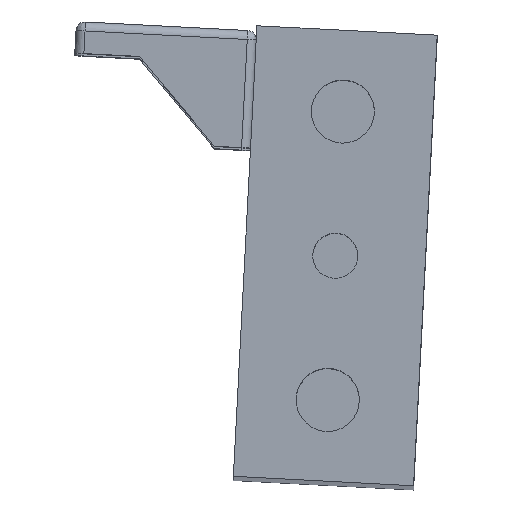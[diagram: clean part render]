
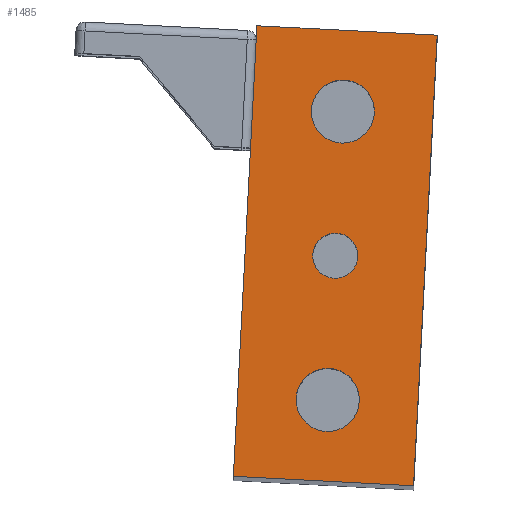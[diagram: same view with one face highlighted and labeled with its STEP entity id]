
A CAD part, top view. The second image highlights one B-rep face of the part: STEP entity #1485.
In plain terms, the highlighted face is planar.
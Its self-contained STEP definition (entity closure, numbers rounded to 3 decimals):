
#4 = CARTESIAN_POINT ( 'NONE',  ( -135., 19.5, 10. ) ) ;
#26 = CIRCLE ( 'NONE', #556, 2.5 ) ;
#46 = VERTEX_POINT ( 'NONE', #1898 ) ;
#69 = CIRCLE ( 'NONE', #796, 2.5 ) ;
#137 = CARTESIAN_POINT ( 'NONE',  ( -135., 16., 10. ) ) ;
#141 = DIRECTION ( 'NONE',  ( -1., 0., 0. ) ) ;
#144 = ORIENTED_EDGE ( 'NONE', *, *, #1959, .F. ) ;
#146 = EDGE_LOOP ( 'NONE', ( #144, #2019 ) ) ;
#147 = ORIENTED_EDGE ( 'NONE', *, *, #1073, .F. ) ;
#152 = FACE_BOUND ( 'NONE', #146, .T. ) ;
#174 = EDGE_LOOP ( 'NONE', ( #1206, #1707 ) ) ;
#176 = LINE ( 'NONE', #1107, #1624 ) ;
#178 = LINE ( 'NONE', #2009, #1896 ) ;
#204 = EDGE_CURVE ( 'NONE', #687, #981, #1843, .T. ) ;
#214 = VECTOR ( 'NONE', #1341, 1000. ) ;
#224 = DIRECTION ( 'NONE',  ( -1., 0., 0. ) ) ;
#256 = VERTEX_POINT ( 'NONE', #1263 ) ;
#276 = CARTESIAN_POINT ( 'NONE',  ( -135., -25., 0. ) ) ;
#284 = EDGE_CURVE ( 'NONE', #934, #1622, #1821, .T. ) ;
#339 = CARTESIAN_POINT ( 'NONE',  ( -135., 0., 10. ) ) ;
#360 = CARTESIAN_POINT ( 'NONE',  ( -135., -25., 20. ) ) ;
#367 = DIRECTION ( 'NONE',  ( 0., 0., 1. ) ) ;
#385 = LINE ( 'NONE', #360, #214 ) ;
#397 = CARTESIAN_POINT ( 'NONE',  ( -135., 25., 0. ) ) ;
#407 = CARTESIAN_POINT ( 'NONE',  ( -135., -16., 10. ) ) ;
#491 = CIRCLE ( 'NONE', #1500, 3.5 ) ;
#556 = AXIS2_PLACEMENT_3D ( 'NONE', #1811, #987, #999 ) ;
#586 = DIRECTION ( 'NONE',  ( 0., -1., 0. ) ) ;
#599 = FACE_BOUND ( 'NONE', #931, .T. ) ;
#614 = EDGE_CURVE ( 'NONE', #46, #1681, #26, .T. ) ;
#635 = DIRECTION ( 'NONE',  ( 0., -1., 0. ) ) ;
#668 = VERTEX_POINT ( 'NONE', #1880 ) ;
#669 = CARTESIAN_POINT ( 'NONE',  ( -135., -25., 0. ) ) ;
#687 = VERTEX_POINT ( 'NONE', #2030 ) ;
#770 = CARTESIAN_POINT ( 'NONE',  ( -135., -25., 20. ) ) ;
#796 = AXIS2_PLACEMENT_3D ( 'NONE', #339, #851, #2147 ) ;
#851 = DIRECTION ( 'NONE',  ( -1., 0., 0. ) ) ;
#923 = ORIENTED_EDGE ( 'NONE', *, *, #614, .F. ) ;
#931 = EDGE_LOOP ( 'NONE', ( #1855, #923 ) ) ;
#934 = VERTEX_POINT ( 'NONE', #397 ) ;
#981 = VERTEX_POINT ( 'NONE', #1223 ) ;
#987 = DIRECTION ( 'NONE',  ( -1., 0., 0. ) ) ;
#999 = DIRECTION ( 'NONE',  ( 0., -1., 0. ) ) ;
#1002 = EDGE_CURVE ( 'NONE', #934, #668, #178, .T. ) ;
#1029 = AXIS2_PLACEMENT_3D ( 'NONE', #407, #1420, #1758 ) ;
#1030 = EDGE_CURVE ( 'NONE', #981, #687, #491, .T. ) ;
#1073 = EDGE_CURVE ( 'NONE', #1305, #1622, #385, .T. ) ;
#1107 = CARTESIAN_POINT ( 'NONE',  ( -135., -25., 20. ) ) ;
#1206 = ORIENTED_EDGE ( 'NONE', *, *, #204, .F. ) ;
#1223 = CARTESIAN_POINT ( 'NONE',  ( -135., -12.5, 10. ) ) ;
#1225 = EDGE_LOOP ( 'NONE', ( #1231, #2012, #147, #1466 ) ) ;
#1231 = ORIENTED_EDGE ( 'NONE', *, *, #1002, .F. ) ;
#1233 = CIRCLE ( 'NONE', #1299, 3.5 ) ;
#1263 = CARTESIAN_POINT ( 'NONE',  ( -135., 12.5, 10. ) ) ;
#1282 = DIRECTION ( 'NONE',  ( 1., 0., 0. ) ) ;
#1299 = AXIS2_PLACEMENT_3D ( 'NONE', #137, #141, #635 ) ;
#1301 = DIRECTION ( 'NONE',  ( 0., 0., -1. ) ) ;
#1305 = VERTEX_POINT ( 'NONE', #770 ) ;
#1329 = CARTESIAN_POINT ( 'NONE',  ( -135., -2.5, 10. ) ) ;
#1341 = DIRECTION ( 'NONE',  ( 0., 0., -1. ) ) ;
#1353 = DIRECTION ( 'NONE',  ( 0., -1., 0. ) ) ;
#1363 = VECTOR ( 'NONE', #586, 1000. ) ;
#1411 = AXIS2_PLACEMENT_3D ( 'NONE', #2127, #1805, #1434 ) ;
#1420 = DIRECTION ( 'NONE',  ( -1., 0., 0. ) ) ;
#1434 = DIRECTION ( 'NONE',  ( 0., -1., 0. ) ) ;
#1455 = AXIS2_PLACEMENT_3D ( 'NONE', #2134, #1282, #1301 ) ;
#1466 = ORIENTED_EDGE ( 'NONE', *, *, #1774, .F. ) ;
#1474 = FACE_BOUND ( 'NONE', #174, .T. ) ;
#1485 = ADVANCED_FACE ( 'NONE', ( #1768, #1474, #599, #152 ), #2122, .F. ) ;
#1500 = AXIS2_PLACEMENT_3D ( 'NONE', #1540, #224, #1353 ) ;
#1540 = CARTESIAN_POINT ( 'NONE',  ( -135., -16., 10. ) ) ;
#1596 = DIRECTION ( 'NONE',  ( 0., -1., 0. ) ) ;
#1622 = VERTEX_POINT ( 'NONE', #669 ) ;
#1624 = VECTOR ( 'NONE', #1596, 1000. ) ;
#1681 = VERTEX_POINT ( 'NONE', #1329 ) ;
#1707 = ORIENTED_EDGE ( 'NONE', *, *, #1030, .F. ) ;
#1758 = DIRECTION ( 'NONE',  ( 0., -1., 0. ) ) ;
#1768 = FACE_OUTER_BOUND ( 'NONE', #1225, .T. ) ;
#1774 = EDGE_CURVE ( 'NONE', #668, #1305, #176, .T. ) ;
#1805 = DIRECTION ( 'NONE',  ( -1., 0., 0. ) ) ;
#1811 = CARTESIAN_POINT ( 'NONE',  ( -135., 0., 10. ) ) ;
#1821 = LINE ( 'NONE', #276, #1363 ) ;
#1843 = CIRCLE ( 'NONE', #1029, 3.5 ) ;
#1855 = ORIENTED_EDGE ( 'NONE', *, *, #2007, .F. ) ;
#1880 = CARTESIAN_POINT ( 'NONE',  ( -135., 25., 20. ) ) ;
#1896 = VECTOR ( 'NONE', #367, 1000. ) ;
#1898 = CARTESIAN_POINT ( 'NONE',  ( -135., 2.5, 10. ) ) ;
#1941 = EDGE_CURVE ( 'NONE', #2013, #256, #1233, .T. ) ;
#1959 = EDGE_CURVE ( 'NONE', #256, #2013, #1995, .T. ) ;
#1995 = CIRCLE ( 'NONE', #1411, 3.5 ) ;
#2007 = EDGE_CURVE ( 'NONE', #1681, #46, #69, .T. ) ;
#2009 = CARTESIAN_POINT ( 'NONE',  ( -135., 25., 20. ) ) ;
#2012 = ORIENTED_EDGE ( 'NONE', *, *, #284, .T. ) ;
#2013 = VERTEX_POINT ( 'NONE', #4 ) ;
#2019 = ORIENTED_EDGE ( 'NONE', *, *, #1941, .F. ) ;
#2030 = CARTESIAN_POINT ( 'NONE',  ( -135., -19.5, 10. ) ) ;
#2122 = PLANE ( 'NONE',  #1455 ) ;
#2127 = CARTESIAN_POINT ( 'NONE',  ( -135., 16., 10. ) ) ;
#2134 = CARTESIAN_POINT ( 'NONE',  ( -135., -25., 20. ) ) ;
#2147 = DIRECTION ( 'NONE',  ( 0., -1., 0. ) ) ;
